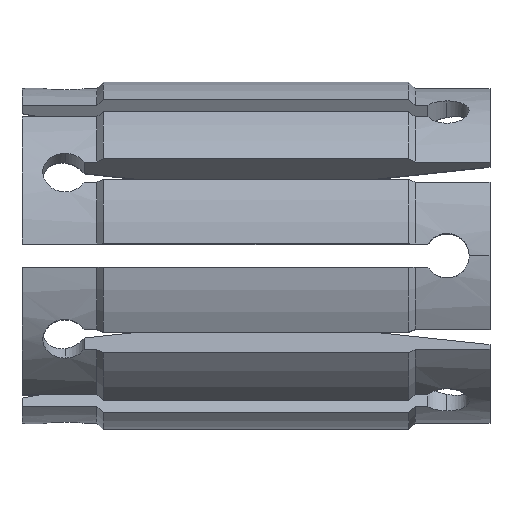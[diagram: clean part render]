
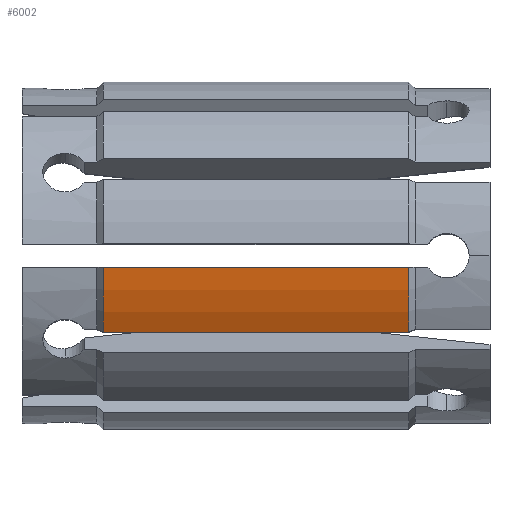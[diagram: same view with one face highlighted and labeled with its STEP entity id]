
A CAD part, top view. The second image highlights one B-rep face of the part: STEP entity #6002.
In plain terms, the highlighted cylindrical face has radius 23.622 mm (diameter 47.244 mm), a partial arc.
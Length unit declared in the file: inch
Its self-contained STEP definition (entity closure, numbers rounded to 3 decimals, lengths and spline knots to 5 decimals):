
#68 = CARTESIAN_POINT ( 'NONE',  ( 0.815, 0., 0. ) ) ;
#251 = CARTESIAN_POINT ( 'NONE',  ( 0.815, -0.40982, 0.83483 ) ) ;
#325 = DIRECTION ( 'NONE',  ( 0., 0., 1. ) ) ;
#397 = CIRCLE ( 'NONE', #5401, 0.93 ) ;
#548 = DIRECTION ( 'NONE',  ( -1., 0., 0. ) ) ;
#730 = EDGE_LOOP ( 'NONE', ( #1044, #1628, #4849, #3824 ) ) ;
#1044 = ORIENTED_EDGE ( 'NONE', *, *, #5739, .F. ) ;
#1223 = DIRECTION ( 'NONE',  ( 1., 0., 0. ) ) ;
#1273 = CARTESIAN_POINT ( 'NONE',  ( 0.815, -0.0625, 0.9279 ) ) ;
#1316 = EDGE_CURVE ( 'NONE', #4874, #3751, #3256, .T. ) ;
#1376 = DIRECTION ( 'NONE',  ( -1., 0., 0. ) ) ;
#1534 = DIRECTION ( 'NONE',  ( -1., 0., 0. ) ) ;
#1628 = ORIENTED_EDGE ( 'NONE', *, *, #4635, .T. ) ;
#1914 = VERTEX_POINT ( 'NONE', #4088 ) ;
#2202 = CARTESIAN_POINT ( 'NONE',  ( -0.815, -0.0625, 0.9279 ) ) ;
#2331 = AXIS2_PLACEMENT_3D ( 'NONE', #5545, #1376, #325 ) ;
#2382 = CARTESIAN_POINT ( 'NONE',  ( 0., -0.0625, 0.9279 ) ) ;
#2394 = DIRECTION ( 'NONE',  ( 0., 0., 1. ) ) ;
#2522 = AXIS2_PLACEMENT_3D ( 'NONE', #3823, #1534, #2394 ) ;
#2641 = LINE ( 'NONE', #5428, #5554 ) ;
#2922 = DIRECTION ( 'NONE',  ( 0., 0., 1. ) ) ;
#3256 = LINE ( 'NONE', #2382, #3344 ) ;
#3344 = VECTOR ( 'NONE', #5722, 39.37008 ) ;
#3732 = FACE_OUTER_BOUND ( 'NONE', #730, .T. ) ;
#3751 = VERTEX_POINT ( 'NONE', #1273 ) ;
#3823 = CARTESIAN_POINT ( 'NONE',  ( -0.815, 0., 0. ) ) ;
#3824 = ORIENTED_EDGE ( 'NONE', *, *, #1316, .F. ) ;
#3914 = EDGE_CURVE ( 'NONE', #5574, #3751, #397, .T. ) ;
#4088 = CARTESIAN_POINT ( 'NONE',  ( -0.815, -0.40982, 0.83483 ) ) ;
#4635 = EDGE_CURVE ( 'NONE', #1914, #5574, #2641, .T. ) ;
#4770 = CIRCLE ( 'NONE', #2522, 0.93 ) ;
#4849 = ORIENTED_EDGE ( 'NONE', *, *, #3914, .T. ) ;
#4874 = VERTEX_POINT ( 'NONE', #2202 ) ;
#5137 = CYLINDRICAL_SURFACE ( 'NONE', #2331, 0.93 ) ;
#5401 = AXIS2_PLACEMENT_3D ( 'NONE', #68, #548, #2922 ) ;
#5428 = CARTESIAN_POINT ( 'NONE',  ( 0., -0.40982, 0.83483 ) ) ;
#5545 = CARTESIAN_POINT ( 'NONE',  ( 0., 0., 0. ) ) ;
#5554 = VECTOR ( 'NONE', #1223, 39.37008 ) ;
#5574 = VERTEX_POINT ( 'NONE', #251 ) ;
#5722 = DIRECTION ( 'NONE',  ( 1., 0., 0. ) ) ;
#5739 = EDGE_CURVE ( 'NONE', #1914, #4874, #4770, .T. ) ;
#6002 = ADVANCED_FACE ( 'NONE', ( #3732 ), #5137, .T. ) ;
